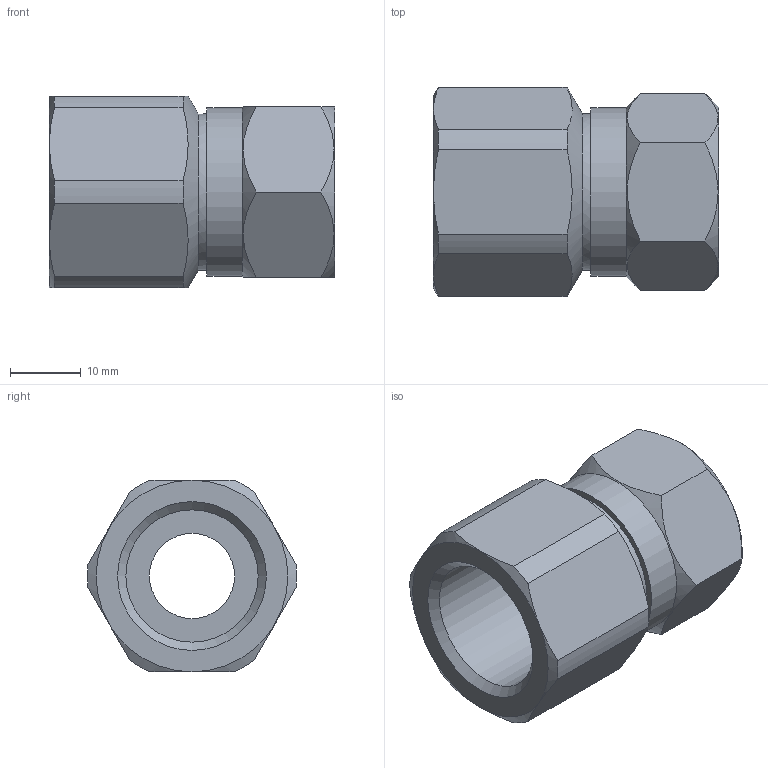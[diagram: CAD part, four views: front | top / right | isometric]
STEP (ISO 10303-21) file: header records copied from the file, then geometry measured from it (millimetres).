
FILE_DESCRIPTION(/* description */ ('STEP AP214'),/* implementation_level */ '2;1');
FILE_NAME(/* name */ '4099_ACK-1_2-PK-13',/* time_stamp */ '2024-07-30T14:33:39+02:00',/* author */ ('License CC BY-ND 4.0'),/* organization */ ('CADENAS'),/* preprocessor_version */ 'ST-DEVELOPER v19.3',/* originating_system */ 'PARTsolutions',/* authorisation */ ' ');
FILE_SCHEMA (('AUTOMOTIVE_DESIGN {1 0 10303 214 3 1 1}'));
Length unit declared in the file: millimetre
Products named in the file (1): 4099 ACK-1/2-PK-13
Bounding box: 40.2 x 29.48 x 27 mm (x, y, z)
Volume: 12715.3 mm3; surface area: 7799.7 mm2
Topology: 1 solids, 1 shells, 48 faces, 107 edges, 67 vertices
Faces by surface type: plane 20, cylinder 14, cone 13, torus 1
Full cylindrical faces by diameter (mm): 12 x1, 13.8 x1, 15.2 x1, 17.9 x1, 18.631 x1, 22 x2, 23.8 x1
Entity records: 1342 total; most frequent: CARTESIAN_POINT 349, DIRECTION 196, ORIENTED_EDGE 176, AXIS2_PLACEMENT_3D 89, EDGE_CURVE 88, EDGE_LOOP 72, FACE_BOUND 72, VERTEX_POINT 64
